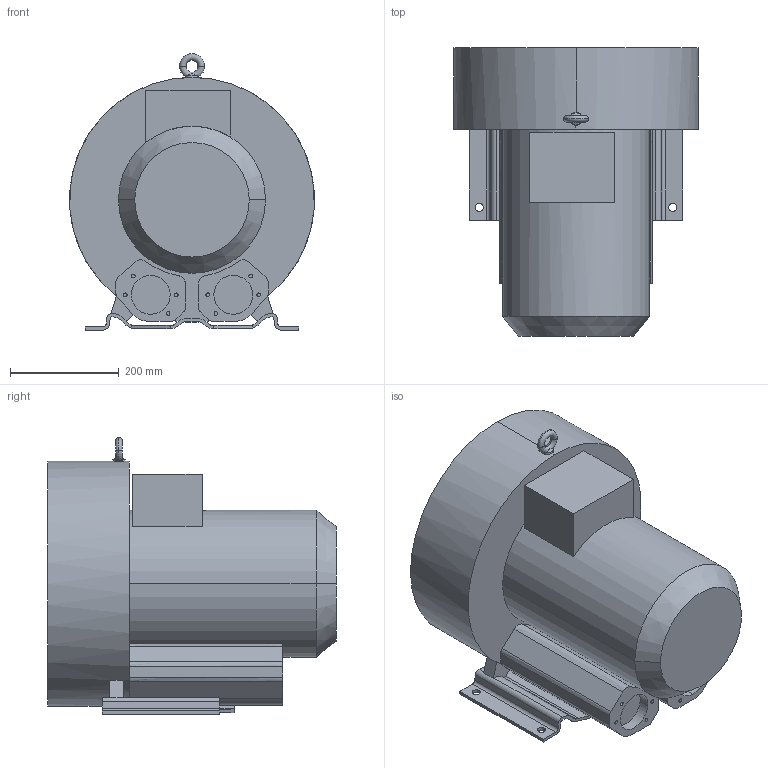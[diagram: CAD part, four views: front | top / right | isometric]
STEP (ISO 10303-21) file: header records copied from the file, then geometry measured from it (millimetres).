
FILE_DESCRIPTION((''),'2;1');
FILE_NAME('2RB810-7AT27','2024-06-25T',('xuan'),(''),'PRO/ENGINEER BY PARAMETRIC TECHNOLOGY CORPORATION, 2007090','PRO/ENGINEER BY PARAMETRIC TECHNOLOGY CORPORATION, 2007090','');
FILE_SCHEMA(('AUTOMOTIVE_DESIGN_CC2 { 1 2 10303 214 -1 1 5 2 }'));
Length unit declared in the file: millimetre
Products named in the file (1): 2RB810-7AT27
Bounding box: 451 x 531.3 x 509.31 mm (x, y, z)
Volume: 53669627.3 mm3; surface area: 1324261.8 mm2
Topology: 1 solids, 1 shells, 179 faces, 558 edges, 392 vertices
Faces by surface type: plane 81, cylinder 74, extrusion 10, cone 6, bspline 4, torus 4
Entity records: 6961 total; most frequent: CARTESIAN_POINT 1761, ORIENTED_EDGE 1116, DIRECTION 1099, EDGE_CURVE 558, AXIS2_PLACEMENT_3D 422, VERTEX_POINT 392, CIRCLE 257, VECTOR 255
